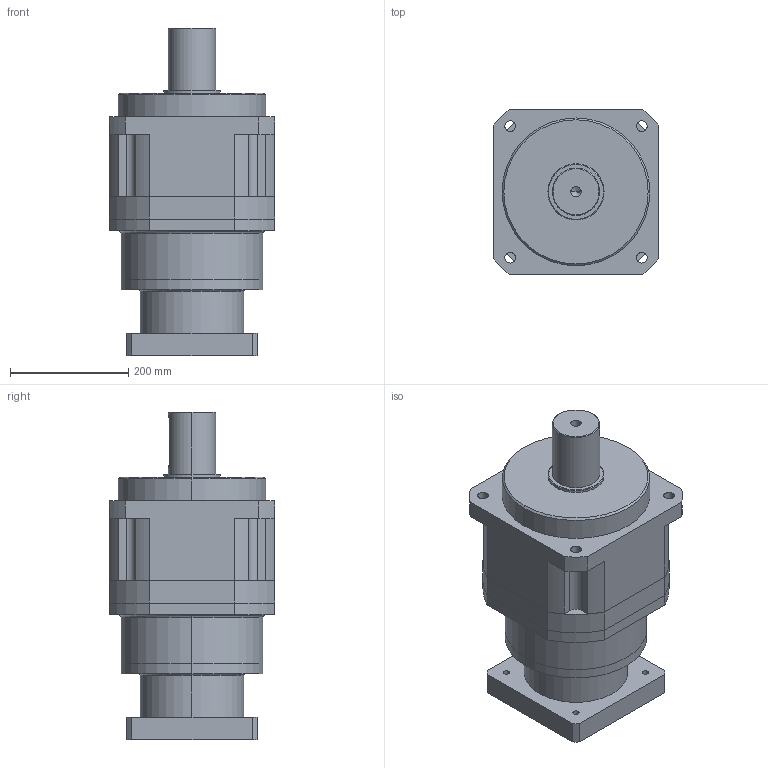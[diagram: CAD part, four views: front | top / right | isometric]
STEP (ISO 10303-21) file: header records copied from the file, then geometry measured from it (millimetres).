
FILE_DESCRIPTION (( 'STEP AP203' ), '1' );
FILE_NAME ('AB280-L2-K-55-200-235.stp', '2022-06-27T03:42:38', ( 'PC' ), ( 'Microsoft' ), 'SwSTEP 2.0', 'SolidWorks 2016', '' );
FILE_SCHEMA (( 'CONFIG_CONTROL_DESIGN' ));
Length unit declared in the file: millimetre
Products named in the file (1): AB280-L2-K-55-200-235
Bounding box: 280 x 280 x 554.5 mm (x, y, z)
Volume: 23436847.4 mm3; surface area: 1052585.5 mm2
Topology: 4 solids, 4 shells, 143 faces, 361 edges, 235 vertices
Faces by surface type: cylinder 69, plane 56, cone 14, torus 4
Entity records: 4536 total; most frequent: CARTESIAN_POINT 861, DIRECTION 799, ORIENTED_EDGE 718, EDGE_CURVE 359, AXIS2_PLACEMENT_3D 307, VERTEX_POINT 235, VECTOR 185, LINE 185
